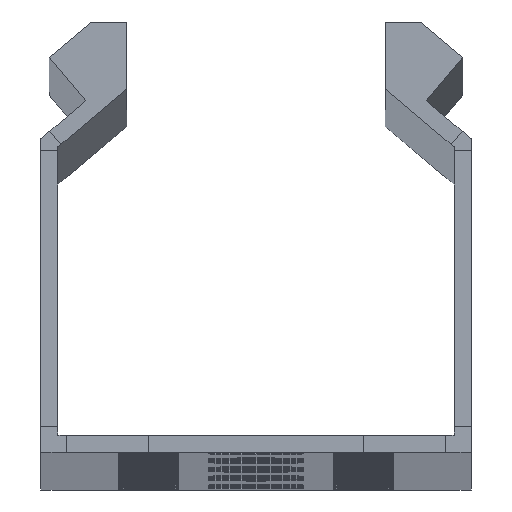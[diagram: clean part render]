
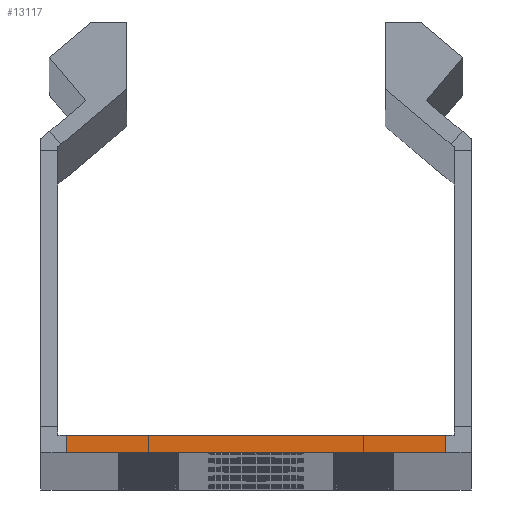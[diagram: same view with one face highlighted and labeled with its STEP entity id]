
A CAD part, top view. The second image highlights one B-rep face of the part: STEP entity #13117.
In plain terms, the highlighted planar face has unit normal (0, 0, 1).
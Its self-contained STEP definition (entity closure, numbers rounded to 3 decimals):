
#1172 = CARTESIAN_POINT ( 'NONE',  ( 22., 2., 1250. ) ) ;
#1388 = DIRECTION ( 'NONE',  ( 0., -1., 0. ) ) ;
#3112 = CARTESIAN_POINT ( 'NONE',  ( 23., 3., 1250. ) ) ;
#3406 = VERTEX_POINT ( 'NONE', #1172 ) ;
#3481 = DIRECTION ( 'NONE',  ( 1., 0., 0. ) ) ;
#4185 = ORIENTED_EDGE ( 'NONE', *, *, #13010, .F. ) ;
#7916 = VECTOR ( 'NONE', #10154, 1000. ) ;
#9158 = CARTESIAN_POINT ( 'NONE',  ( -22., 2., 1250. ) ) ;
#9828 = AXIS2_PLACEMENT_3D ( 'NONE', #3112, #33437, #3481 ) ;
#10066 = LINE ( 'NONE', #38726, #36513 ) ;
#10154 = DIRECTION ( 'NONE',  ( 0., 1., 0. ) ) ;
#12888 = LINE ( 'NONE', #13563, #28897 ) ;
#12932 = CARTESIAN_POINT ( 'NONE',  ( -25., 2., 1250. ) ) ;
#13010 = EDGE_CURVE ( 'NONE', #29298, #15206, #10066, .T. ) ;
#13117 = ADVANCED_FACE ( 'NONE', ( #28957 ), #24361, .T. ) ;
#13563 = CARTESIAN_POINT ( 'NONE',  ( -22., 2., 1250. ) ) ;
#15206 = VERTEX_POINT ( 'NONE', #25126 ) ;
#15717 = EDGE_CURVE ( 'NONE', #3406, #27248, #38678, .T. ) ;
#17014 = VECTOR ( 'NONE', #34017, 1000. ) ;
#20299 = ORIENTED_EDGE ( 'NONE', *, *, #24461, .T. ) ;
#21067 = EDGE_LOOP ( 'NONE', ( #4185, #26044, #31144, #20299 ) ) ;
#24028 = LINE ( 'NONE', #25629, #7916 ) ;
#24361 = PLANE ( 'NONE',  #9828 ) ;
#24461 = EDGE_CURVE ( 'NONE', #27248, #15206, #12888, .T. ) ;
#25126 = CARTESIAN_POINT ( 'NONE',  ( -22., 0., 1250. ) ) ;
#25629 = CARTESIAN_POINT ( 'NONE',  ( 22., 0., 1250. ) ) ;
#26044 = ORIENTED_EDGE ( 'NONE', *, *, #30557, .T. ) ;
#26877 = DIRECTION ( 'NONE',  ( -1., 0., 0. ) ) ;
#27248 = VERTEX_POINT ( 'NONE', #9158 ) ;
#27827 = CARTESIAN_POINT ( 'NONE',  ( 22., 0., 1250. ) ) ;
#28897 = VECTOR ( 'NONE', #1388, 1000. ) ;
#28957 = FACE_OUTER_BOUND ( 'NONE', #21067, .T. ) ;
#29298 = VERTEX_POINT ( 'NONE', #27827 ) ;
#30557 = EDGE_CURVE ( 'NONE', #29298, #3406, #24028, .T. ) ;
#31144 = ORIENTED_EDGE ( 'NONE', *, *, #15717, .T. ) ;
#33437 = DIRECTION ( 'NONE',  ( 0., 0., 1. ) ) ;
#34017 = DIRECTION ( 'NONE',  ( -1., 0., 0. ) ) ;
#36513 = VECTOR ( 'NONE', #26877, 1000. ) ;
#38678 = LINE ( 'NONE', #12932, #17014 ) ;
#38726 = CARTESIAN_POINT ( 'NONE',  ( -25., 0., 1250. ) ) ;
